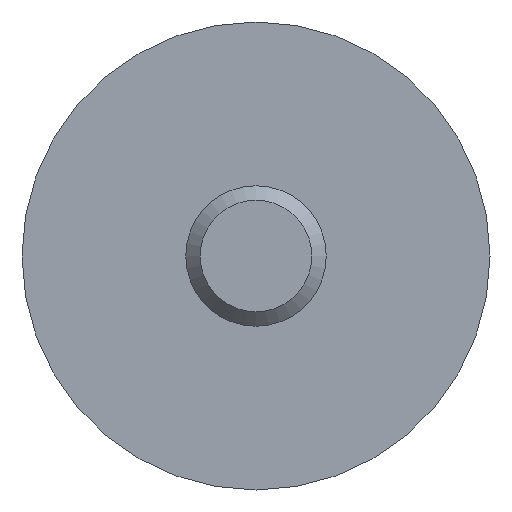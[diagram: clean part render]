
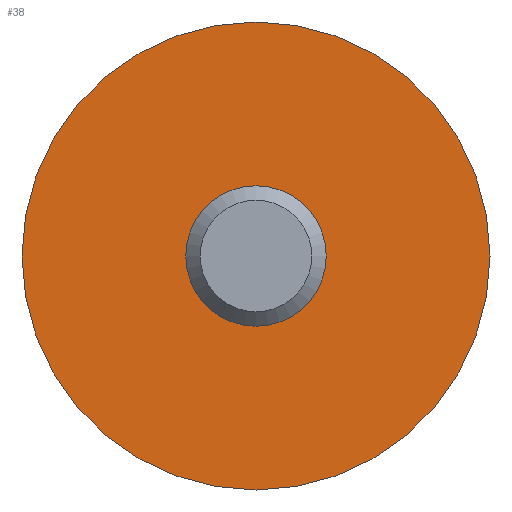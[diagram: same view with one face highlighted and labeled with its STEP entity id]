
A CAD part, front view. The second image highlights one B-rep face of the part: STEP entity #38.
In plain terms, the highlighted planar face has unit normal (0, -1, 0).
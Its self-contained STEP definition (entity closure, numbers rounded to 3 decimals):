
#38 = ADVANCED_FACE( '', ( #74, #75 ), #76, .F. );
#74 = FACE_BOUND( '', #138, .T. );
#75 = FACE_OUTER_BOUND( '', #139, .T. );
#76 = PLANE( '', #140 );
#138 = EDGE_LOOP( '', ( #167 ) );
#139 = EDGE_LOOP( '', ( #168 ) );
#140 = AXIS2_PLACEMENT_3D( '', #169, #170, #171 );
#167 = ORIENTED_EDGE( '', *, *, #185, .F. );
#168 = ORIENTED_EDGE( '', *, *, #183, .T. );
#169 = CARTESIAN_POINT( '', ( 10., 0., 0. ) );
#170 = DIRECTION( '', ( 0., 1., 0. ) );
#171 = DIRECTION( '', ( 0., 0., 1. ) );
#183 = EDGE_CURVE( '', #198, #198, #199, .T. );
#185 = EDGE_CURVE( '', #201, #201, #202, .T. );
#198 = VERTEX_POINT( '', #214 );
#199 = CIRCLE( '', #215, 10. );
#201 = VERTEX_POINT( '', #217 );
#202 = CIRCLE( '', #218, 3. );
#214 = CARTESIAN_POINT( '', ( 0., 0., -10. ) );
#215 = AXIS2_PLACEMENT_3D( '', #231, #232, #233 );
#217 = CARTESIAN_POINT( '', ( 0., 0., -3. ) );
#218 = AXIS2_PLACEMENT_3D( '', #234, #235, #236 );
#231 = CARTESIAN_POINT( '', ( 0., 0., 0. ) );
#232 = DIRECTION( '', ( 0., -1., 0. ) );
#233 = DIRECTION( '', ( 0., 0., -1. ) );
#234 = CARTESIAN_POINT( '', ( 0., 0., 0. ) );
#235 = DIRECTION( '', ( 0., -1., 0. ) );
#236 = DIRECTION( '', ( 0., 0., -1. ) );
